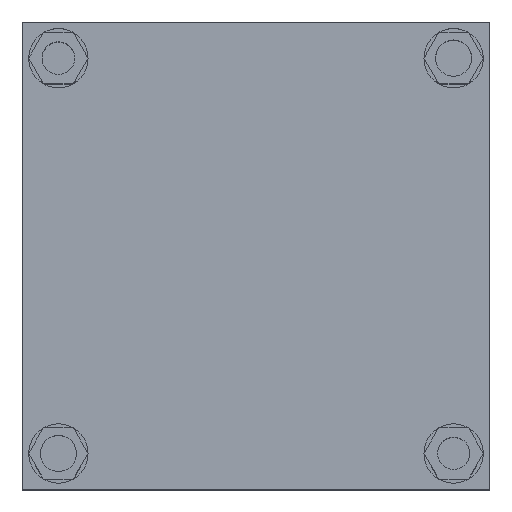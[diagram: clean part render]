
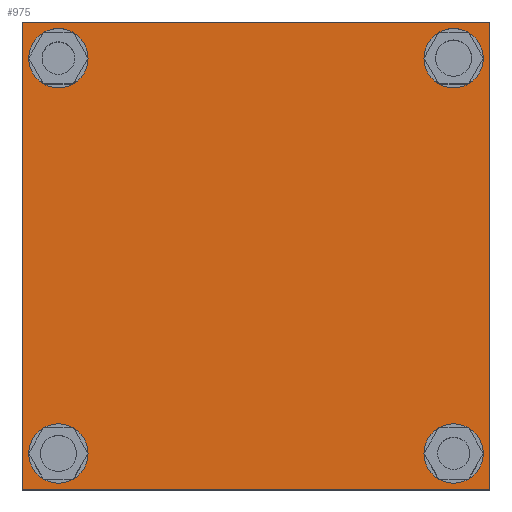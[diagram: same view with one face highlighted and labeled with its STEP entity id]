
A CAD part, top view. The second image highlights one B-rep face of the part: STEP entity #975.
In plain terms, the highlighted planar face has unit normal (0, 0, 1).
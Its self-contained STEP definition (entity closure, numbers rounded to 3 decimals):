
#21=FACE_BOUND('',#166,.T.);
#22=FACE_BOUND('',#167,.T.);
#23=FACE_BOUND('',#168,.T.);
#24=FACE_BOUND('',#169,.T.);
#37=CIRCLE('',#1051,2.54);
#39=CIRCLE('',#1054,2.54);
#41=CIRCLE('',#1057,2.54);
#43=CIRCLE('',#1060,2.54);
#105=FACE_OUTER_BOUND('',#165,.T.);
#165=EDGE_LOOP('',(#795,#796,#797,#798));
#166=EDGE_LOOP('',(#799));
#167=EDGE_LOOP('',(#800));
#168=EDGE_LOOP('',(#801));
#169=EDGE_LOOP('',(#802));
#271=LINE('',#1540,#375);
#272=LINE('',#1542,#376);
#273=LINE('',#1544,#377);
#274=LINE('',#1545,#378);
#375=VECTOR('',#1288,1000.);
#376=VECTOR('',#1289,1000.);
#377=VECTOR('',#1290,1000.);
#378=VECTOR('',#1291,1000.);
#451=VERTEX_POINT('',#1514);
#453=VERTEX_POINT('',#1520);
#455=VERTEX_POINT('',#1526);
#457=VERTEX_POINT('',#1532);
#459=VERTEX_POINT('',#1538);
#460=VERTEX_POINT('',#1539);
#461=VERTEX_POINT('',#1541);
#462=VERTEX_POINT('',#1543);
#563=EDGE_CURVE('',#451,#451,#37,.T.);
#566=EDGE_CURVE('',#453,#453,#39,.T.);
#569=EDGE_CURVE('',#455,#455,#41,.T.);
#572=EDGE_CURVE('',#457,#457,#43,.T.);
#575=EDGE_CURVE('',#459,#460,#271,.T.);
#576=EDGE_CURVE('',#460,#461,#272,.T.);
#577=EDGE_CURVE('',#461,#462,#273,.T.);
#578=EDGE_CURVE('',#462,#459,#274,.T.);
#795=ORIENTED_EDGE('',*,*,#575,.T.);
#796=ORIENTED_EDGE('',*,*,#576,.T.);
#797=ORIENTED_EDGE('',*,*,#577,.T.);
#798=ORIENTED_EDGE('',*,*,#578,.T.);
#799=ORIENTED_EDGE('',*,*,#569,.F.);
#800=ORIENTED_EDGE('',*,*,#563,.F.);
#801=ORIENTED_EDGE('',*,*,#566,.F.);
#802=ORIENTED_EDGE('',*,*,#572,.F.);
#865=PLANE('',#1062);
#975=ADVANCED_FACE('',(#105,#21,#22,#23,#24),#865,.T.);
#1051=AXIS2_PLACEMENT_3D('',#1515,#1260,#1261);
#1054=AXIS2_PLACEMENT_3D('',#1521,#1267,#1268);
#1057=AXIS2_PLACEMENT_3D('',#1527,#1274,#1275);
#1060=AXIS2_PLACEMENT_3D('',#1533,#1281,#1282);
#1062=AXIS2_PLACEMENT_3D('',#1537,#1286,#1287);
#1260=DIRECTION('center_axis',(0.,0.,1.));
#1261=DIRECTION('ref_axis',(1.,0.,0.));
#1267=DIRECTION('center_axis',(0.,0.,1.));
#1268=DIRECTION('ref_axis',(1.,0.,0.));
#1274=DIRECTION('center_axis',(0.,0.,1.));
#1275=DIRECTION('ref_axis',(1.,0.,0.));
#1281=DIRECTION('center_axis',(0.,0.,1.));
#1282=DIRECTION('ref_axis',(1.,0.,0.));
#1286=DIRECTION('center_axis',(0.,0.,1.));
#1287=DIRECTION('ref_axis',(1.,0.,0.));
#1288=DIRECTION('',(0.,1.,0.));
#1289=DIRECTION('',(-1.,0.,0.));
#1290=DIRECTION('',(0.,-1.,0.));
#1291=DIRECTION('',(1.,0.,0.));
#1514=CARTESIAN_POINT('',(-14.36,-16.9,12.1));
#1515=CARTESIAN_POINT('Origin',(-16.9,-16.9,12.1));
#1520=CARTESIAN_POINT('',(19.44,-16.9,12.1));
#1521=CARTESIAN_POINT('Origin',(16.9,-16.9,12.1));
#1526=CARTESIAN_POINT('',(19.44,16.9,12.1));
#1527=CARTESIAN_POINT('Origin',(16.9,16.9,12.1));
#1532=CARTESIAN_POINT('',(-14.36,16.9,12.1));
#1533=CARTESIAN_POINT('Origin',(-16.9,16.9,12.1));
#1537=CARTESIAN_POINT('Origin',(0.,0.,12.1));
#1538=CARTESIAN_POINT('',(20.,-20.,12.1));
#1539=CARTESIAN_POINT('',(20.,20.,12.1));
#1540=CARTESIAN_POINT('',(20.,20.,12.1));
#1541=CARTESIAN_POINT('',(-20.,20.,12.1));
#1542=CARTESIAN_POINT('',(-20.,20.,12.1));
#1543=CARTESIAN_POINT('',(-20.,-20.,12.1));
#1544=CARTESIAN_POINT('',(-20.,20.,12.1));
#1545=CARTESIAN_POINT('',(-20.,-20.,12.1));
